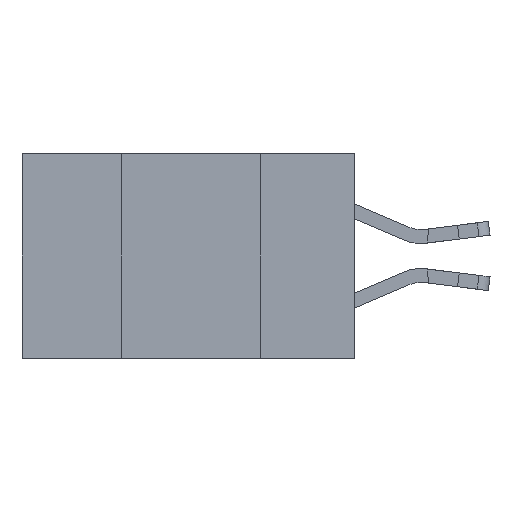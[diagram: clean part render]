
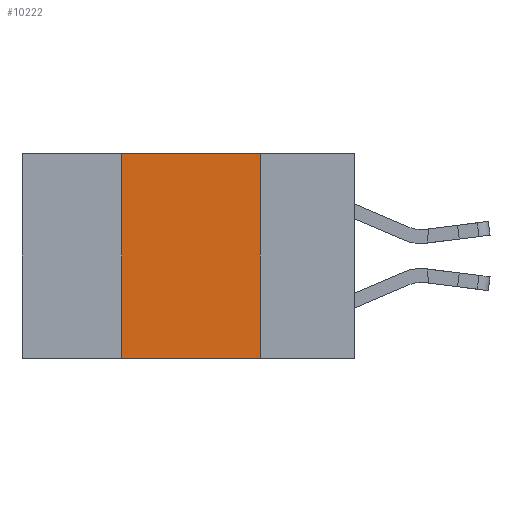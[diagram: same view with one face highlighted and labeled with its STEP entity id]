
A CAD part, left-side view. The second image highlights one B-rep face of the part: STEP entity #10222.
In plain terms, the highlighted planar face has unit normal (-1, 0, 0).
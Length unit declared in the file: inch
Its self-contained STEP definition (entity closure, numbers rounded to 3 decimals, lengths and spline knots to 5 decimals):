
#594 = DIRECTION ( 'NONE',  ( 0., -1., 0. ) ) ;
#835 = VERTEX_POINT ( 'NONE', #3119 ) ;
#1016 = FACE_OUTER_BOUND ( 'NONE', #4692, .T. ) ;
#1209 = DIRECTION ( 'NONE',  ( 0., 0., -1. ) ) ;
#1302 = ORIENTED_EDGE ( 'NONE', *, *, #11067, .F. ) ;
#2232 = VERTEX_POINT ( 'NONE', #7688 ) ;
#2624 = DIRECTION ( 'NONE',  ( 1., 0., 0. ) ) ;
#3119 = CARTESIAN_POINT ( 'NONE',  ( 0., 0.42, -0.37 ) ) ;
#3475 = LINE ( 'NONE', #10019, #7258 ) ;
#3613 = VECTOR ( 'NONE', #1209, 39.37008 ) ;
#3825 = CARTESIAN_POINT ( 'NONE',  ( 0., 0.17, 0. ) ) ;
#4692 = EDGE_LOOP ( 'NONE', ( #1302, #5004, #14151, #9717 ) ) ;
#4952 = VECTOR ( 'NONE', #594, 39.37008 ) ;
#4962 = CARTESIAN_POINT ( 'NONE',  ( 0., 0.6, 0. ) ) ;
#5004 = ORIENTED_EDGE ( 'NONE', *, *, #14945, .F. ) ;
#5015 = DIRECTION ( 'NONE',  ( 0., 0., -1. ) ) ;
#5265 = DIRECTION ( 'NONE',  ( 0., 0., 1. ) ) ;
#7258 = VECTOR ( 'NONE', #5265, 39.37008 ) ;
#7688 = CARTESIAN_POINT ( 'NONE',  ( 0., 0.17, -0.37 ) ) ;
#7865 = CARTESIAN_POINT ( 'NONE',  ( 0., 0.6, -0.37 ) ) ;
#8186 = VERTEX_POINT ( 'NONE', #11111 ) ;
#8366 = EDGE_CURVE ( 'NONE', #835, #8186, #3475, .T. ) ;
#8559 = LINE ( 'NONE', #7865, #4952 ) ;
#9103 = VECTOR ( 'NONE', #10065, 39.37008 ) ;
#9717 = ORIENTED_EDGE ( 'NONE', *, *, #10446, .T. ) ;
#9969 = CARTESIAN_POINT ( 'NONE',  ( 0., 0.6, 0. ) ) ;
#10019 = CARTESIAN_POINT ( 'NONE',  ( 0., 0.42, 0. ) ) ;
#10065 = DIRECTION ( 'NONE',  ( 0., -1., 0. ) ) ;
#10222 = ADVANCED_FACE ( 'NONE', ( #1016 ), #10920, .F. ) ;
#10446 = EDGE_CURVE ( 'NONE', #835, #2232, #8559, .T. ) ;
#10895 = AXIS2_PLACEMENT_3D ( 'NONE', #4962, #2624, #5015 ) ;
#10920 = PLANE ( 'NONE',  #10895 ) ;
#11067 = EDGE_CURVE ( 'NONE', #11570, #2232, #11915, .T. ) ;
#11111 = CARTESIAN_POINT ( 'NONE',  ( 0., 0.42, 0. ) ) ;
#11528 = LINE ( 'NONE', #9969, #9103 ) ;
#11570 = VERTEX_POINT ( 'NONE', #15450 ) ;
#11915 = LINE ( 'NONE', #3825, #3613 ) ;
#14151 = ORIENTED_EDGE ( 'NONE', *, *, #8366, .F. ) ;
#14945 = EDGE_CURVE ( 'NONE', #8186, #11570, #11528, .T. ) ;
#15450 = CARTESIAN_POINT ( 'NONE',  ( 0., 0.17, 0. ) ) ;
